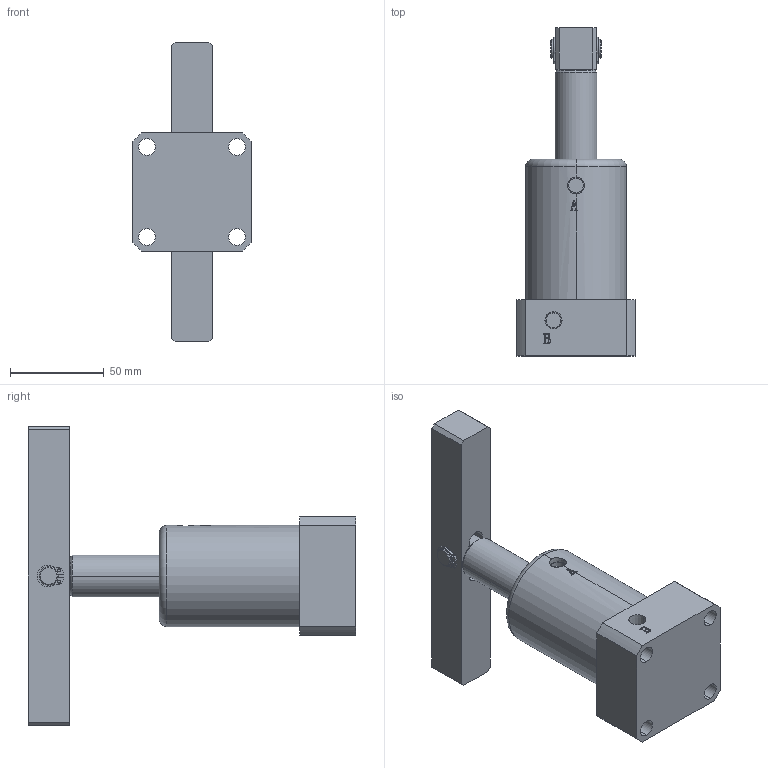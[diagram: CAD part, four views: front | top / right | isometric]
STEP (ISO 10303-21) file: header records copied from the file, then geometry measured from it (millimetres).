
FILE_DESCRIPTION (( 'STEP AP203' ), '1' );
FILE_NAME ('HSL-40D-E.STEP', '2019-10-05T08:38:49', ( '微软用户' ), ( '微软中国' ), 'SwSTEP 2.0', 'SolidWorks 2012', '' );
FILE_SCHEMA (( 'CONFIG_CONTROL_DESIGN' ));
Length unit declared in the file: millimetre
Products named in the file (6): HSL-40S-11-30蛌褒詰掛极; HSL-40D蛌褒詰隅弇种; HSL-40D转角缸活塞杆-T; HSL-40D蛌褒詰揤旋杻秶; circlips for shaft--type a large gb_GB_CONNECTING_PIECE_RING_RRA 10; HSL-40D-E
Assembly tree (6 placements, depth 2):
  HSL-40D-E
    HSL-40S-11-30蛌褒詰掛极
    HSL-40D蛌褒詰隅弇种
    HSL-40D转角缸活塞杆-T
    HSL-40D蛌褒詰揤旋杻秶
    circlips for shaft--type a large gb_GB_CONNECTING_PIECE_RING_RRA 10  x2
Bounding box: 63 x 175 x 160 mm (x, y, z)
Volume: 318934.1 mm3; surface area: 70588.9 mm2
Topology: 6 solids, 6 shells, 202 faces, 506 edges, 332 vertices
Faces by surface type: plane 85, cylinder 79, cone 16, bspline 16, torus 6
Entity records: 6861 total; most frequent: CARTESIAN_POINT 1871, DIRECTION 907, ORIENTED_EDGE 892, EDGE_CURVE 446, AXIS2_PLACEMENT_3D 336, VERTEX_POINT 292, VECTOR 235, LINE 235
